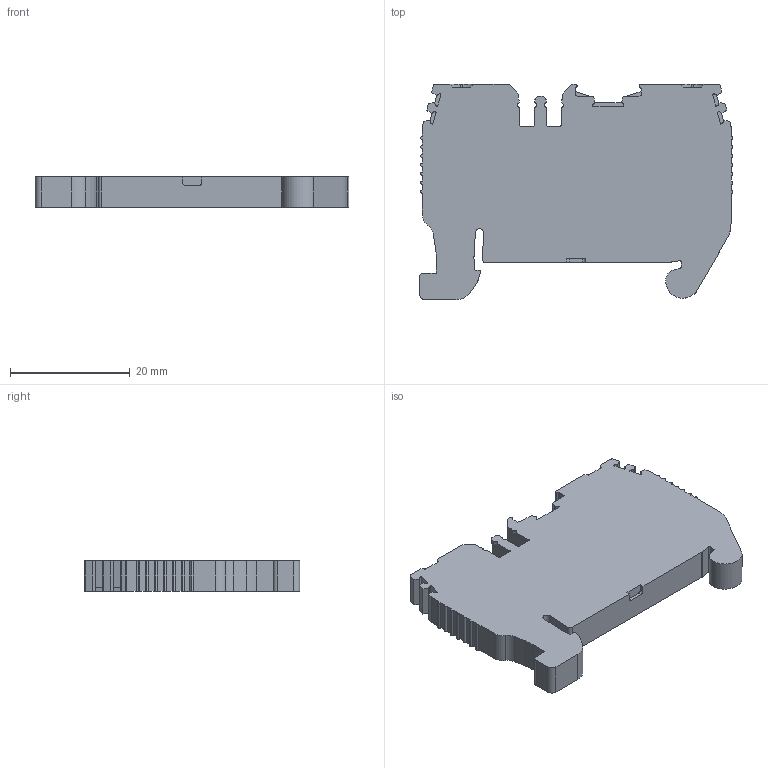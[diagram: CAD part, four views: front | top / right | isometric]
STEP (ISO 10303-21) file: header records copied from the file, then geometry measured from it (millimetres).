
FILE_DESCRIPTION (( 'STEP AP214' ), '1' );
FILE_NAME ('311059_SRD 2,5_GR.STEP', '2019-12-09T05:18:28', ( '' ), ( '' ), 'SwSTEP 2.0', 'SolidWorks 2019', '' );
FILE_SCHEMA (( 'AUTOMOTIVE_DESIGN' ));
Length unit declared in the file: millimetre
Products named in the file (1): 311059_SRD 2,5_GR
Bounding box: 52.48 x 36.07 x 5.15 mm (x, y, z)
Volume: 7605.3 mm3; surface area: 4370.5 mm2
Topology: 1 solids, 1 shells, 355 faces, 1031 edges, 684 vertices
Faces by surface type: plane 215, cylinder 140
Entity records: 11735 total; most frequent: CARTESIAN_POINT 2191, ORIENTED_EDGE 2062, DIRECTION 1955, EDGE_CURVE 1031, VECTOR 739, LINE 739, VERTEX_POINT 684, AXIS2_PLACEMENT_3D 608
